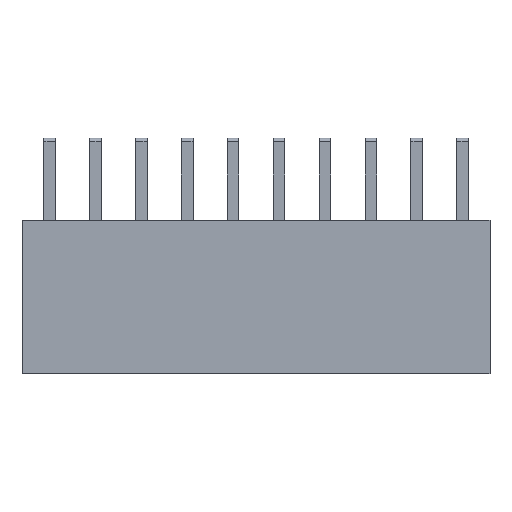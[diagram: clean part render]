
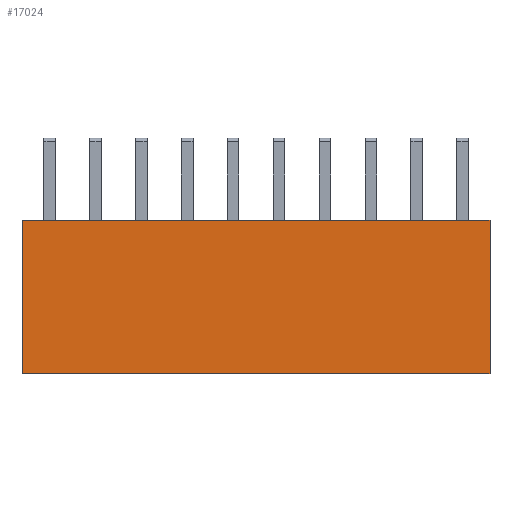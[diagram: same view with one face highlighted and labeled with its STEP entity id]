
A CAD part, top view. The second image highlights one B-rep face of the part: STEP entity #17024.
In plain terms, the highlighted planar face has unit normal (0, 0, 1).
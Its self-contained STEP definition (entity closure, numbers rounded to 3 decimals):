
#592 = EDGE_CURVE ( 'NONE', #3348, #27819, #9474, .T. ) ;
#1189 = CARTESIAN_POINT ( 'NONE',  ( -12.95, -4.25, 5. ) ) ;
#1631 = ORIENTED_EDGE ( 'NONE', *, *, #15512, .T. ) ;
#2381 = ORIENTED_EDGE ( 'NONE', *, *, #26123, .T. ) ;
#3057 = CARTESIAN_POINT ( 'NONE',  ( 0., 0., 5. ) ) ;
#3348 = VERTEX_POINT ( 'NONE', #19034 ) ;
#4681 = VECTOR ( 'NONE', #26863, 1000. ) ;
#4866 = CARTESIAN_POINT ( 'NONE',  ( -12.95, 4.25, 5. ) ) ;
#4940 = CARTESIAN_POINT ( 'NONE',  ( 12.95, -4.25, 5. ) ) ;
#5170 = CARTESIAN_POINT ( 'NONE',  ( -12.95, -4.25, 5. ) ) ;
#5509 = FACE_OUTER_BOUND ( 'NONE', #12111, .T. ) ;
#5864 = ORIENTED_EDGE ( 'NONE', *, *, #592, .T. ) ;
#7049 = LINE ( 'NONE', #5170, #15089 ) ;
#9036 = CARTESIAN_POINT ( 'NONE',  ( -12.95, -4.25, 5. ) ) ;
#9456 = LINE ( 'NONE', #24986, #26586 ) ;
#9474 = LINE ( 'NONE', #4866, #4681 ) ;
#10109 = PLANE ( 'NONE',  #10366 ) ;
#10366 = AXIS2_PLACEMENT_3D ( 'NONE', #3057, #18441, #16560 ) ;
#11182 = LINE ( 'NONE', #9036, #26778 ) ;
#11337 = DIRECTION ( 'NONE',  ( 0., 1., 0. ) ) ;
#12111 = EDGE_LOOP ( 'NONE', ( #2381, #5864, #15324, #1631 ) ) ;
#13322 = DIRECTION ( 'NONE',  ( 1., 0., 0. ) ) ;
#15089 = VECTOR ( 'NONE', #26741, 1000. ) ;
#15324 = ORIENTED_EDGE ( 'NONE', *, *, #25828, .T. ) ;
#15512 = EDGE_CURVE ( 'NONE', #27815, #27754, #11182, .T. ) ;
#16560 = DIRECTION ( 'NONE',  ( -1., 0., 0. ) ) ;
#17024 = ADVANCED_FACE ( 'NONE', ( #5509 ), #10109, .F. ) ;
#18162 = CARTESIAN_POINT ( 'NONE',  ( -12.95, 4.25, 5. ) ) ;
#18441 = DIRECTION ( 'NONE',  ( 0., 0., -1. ) ) ;
#19034 = CARTESIAN_POINT ( 'NONE',  ( 12.95, 4.25, 5. ) ) ;
#24986 = CARTESIAN_POINT ( 'NONE',  ( 12.95, -4.25, 5. ) ) ;
#25828 = EDGE_CURVE ( 'NONE', #27819, #27815, #7049, .T. ) ;
#26123 = EDGE_CURVE ( 'NONE', #27754, #3348, #9456, .T. ) ;
#26586 = VECTOR ( 'NONE', #11337, 1000. ) ;
#26741 = DIRECTION ( 'NONE',  ( 0., -1., 0. ) ) ;
#26778 = VECTOR ( 'NONE', #13322, 1000. ) ;
#26863 = DIRECTION ( 'NONE',  ( -1., 0., 0. ) ) ;
#27754 = VERTEX_POINT ( 'NONE', #4940 ) ;
#27815 = VERTEX_POINT ( 'NONE', #1189 ) ;
#27819 = VERTEX_POINT ( 'NONE', #18162 ) ;
